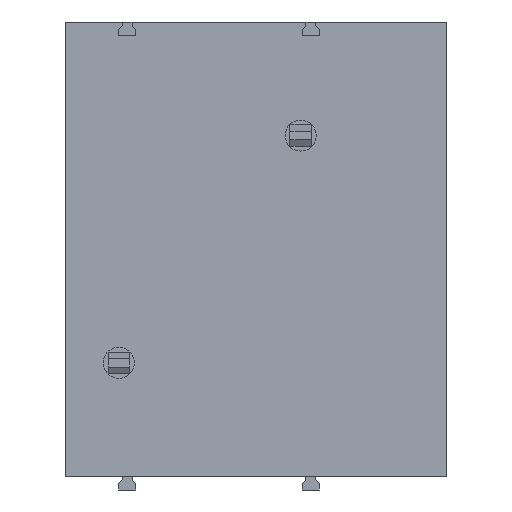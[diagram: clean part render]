
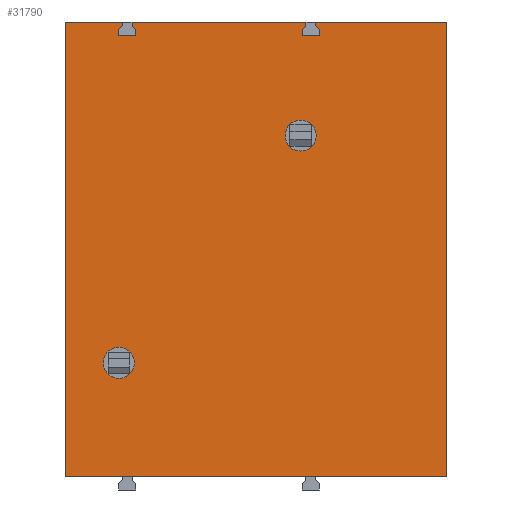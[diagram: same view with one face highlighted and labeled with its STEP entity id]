
A CAD part, front view. The second image highlights one B-rep face of the part: STEP entity #31790.
In plain terms, the highlighted planar face has unit normal (0, -1, 0).
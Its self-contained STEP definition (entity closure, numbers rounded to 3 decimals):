
#7490=CARTESIAN_POINT('',(-98.848,53.067,-14.28));
#7500=VERTEX_POINT('',#7490);
#7990=CARTESIAN_POINT('',(-114.848,53.067,-14.28));
#8000=VERTEX_POINT('',#7990);
#8030=CARTESIAN_POINT('',(-161.845,53.067,-14.28));
#8040=DIRECTION('',(-1.,0.,0.));
#8050=VECTOR('',#8040,1.);
#8060=LINE('',#8030,#8050);
#8070=EDGE_CURVE('',#7500,#8000,#8060,.T.);
#23020=CARTESIAN_POINT('',(-114.848,53.067,4.76));
#23030=VERTEX_POINT('',#23020);
#23060=CARTESIAN_POINT('',(-114.848,53.067,5.));
#23070=DIRECTION('',(0.,0.,1.));
#23080=VECTOR('',#23070,1.);
#23090=LINE('',#23060,#23080);
#23100=EDGE_CURVE('',#8000,#23030,#23090,.T.);
#23270=CARTESIAN_POINT('',(-98.848,53.067,5.));
#23280=DIRECTION('',(0.,0.,-1.));
#23290=VECTOR('',#23280,1.);
#23300=LINE('',#23270,#23290);
#23310=CARTESIAN_POINT('',(-98.848,53.067,4.76));
#23320=VERTEX_POINT('',#23310);
#23330=EDGE_CURVE('',#23320,#7500,#23300,.T.);
#30130=CARTESIAN_POINT('',(-113.543,53.067,
-22.521));
#30140=DIRECTION('',(-0.,-1.,-0.));
#30150=DIRECTION('',(-1.,0.,0.));
#30160=AXIS2_PLACEMENT_3D('',#30130,#30140,#30150);
#30170=PLANE('',#30160);
#30180=ORIENTED_EDGE('',*,*,#23100,.F.);
#30190=CARTESIAN_POINT('',(-161.845,53.067,4.76));
#30200=DIRECTION('',(1.,0.,0.));
#30210=VECTOR('',#30200,1.);
#30220=LINE('',#30190,#30210);
#30230=CARTESIAN_POINT('',(-112.455,53.067,4.76));
#30240=VERTEX_POINT('',#30230);
#30250=EDGE_CURVE('',#23030,#30240,#30220,.T.);
#30260=ORIENTED_EDGE('',*,*,#30250,.F.);
#30270=CARTESIAN_POINT('',(-112.455,53.067,5.));
#30280=DIRECTION('',(0.,0.,-1.));
#30290=VECTOR('',#30280,1.);
#30300=LINE('',#30270,#30290);
#30310=CARTESIAN_POINT('',(-112.455,53.067,
4.631));
#30320=VERTEX_POINT('',#30310);
#30330=EDGE_CURVE('',#30240,#30320,#30300,.T.);
#30340=ORIENTED_EDGE('',*,*,#30330,.F.);
#30350=CARTESIAN_POINT('',(-112.145,53.067,5.));
#30360=DIRECTION('',(-0.644,0.,-0.765));
#30370=VECTOR('',#30360,1.);
#30380=LINE('',#30350,#30370);
#30390=CARTESIAN_POINT('',(-112.605,53.067,
4.453));
#30400=VERTEX_POINT('',#30390);
#30410=EDGE_CURVE('',#30320,#30400,#30380,.T.);
#30420=ORIENTED_EDGE('',*,*,#30410,.F.);
#30430=CARTESIAN_POINT('',(-112.605,53.067,5.));
#30440=DIRECTION('',(0.,0.,-1.));
#30450=VECTOR('',#30440,1.);
#30460=LINE('',#30430,#30450);
#30470=CARTESIAN_POINT('',(-112.605,53.067,
4.19));
#30480=VERTEX_POINT('',#30470);
#30490=EDGE_CURVE('',#30400,#30480,#30460,.T.);
#30500=ORIENTED_EDGE('',*,*,#30490,.F.);
#30510=CARTESIAN_POINT('',(-161.845,53.067,
4.19));
#30520=DIRECTION('',(1.,0.,0.));
#30530=VECTOR('',#30520,1.);
#30540=LINE('',#30510,#30530);
#30550=CARTESIAN_POINT('',(-111.892,53.067,
4.19));
#30560=VERTEX_POINT('',#30550);
#30570=EDGE_CURVE('',#30480,#30560,#30540,.T.);
#30580=ORIENTED_EDGE('',*,*,#30570,.F.);
#30590=CARTESIAN_POINT('',(-111.892,53.067,5.));
#30600=DIRECTION('',(0.,0.,1.));
#30610=VECTOR('',#30600,1.);
#30620=LINE('',#30590,#30610);
#30630=CARTESIAN_POINT('',(-111.892,53.067,
4.453));
#30640=VERTEX_POINT('',#30630);
#30650=EDGE_CURVE('',#30560,#30640,#30620,.T.);
#30660=ORIENTED_EDGE('',*,*,#30650,.F.);
#30670=CARTESIAN_POINT('',(-112.352,53.067,5.));
#30680=DIRECTION('',(-0.644,0.,0.765));
#30690=VECTOR('',#30680,1.);
#30700=LINE('',#30670,#30690);
#30710=CARTESIAN_POINT('',(-112.041,53.067,
4.631));
#30720=VERTEX_POINT('',#30710);
#30730=EDGE_CURVE('',#30640,#30720,#30700,.T.);
#30740=ORIENTED_EDGE('',*,*,#30730,.F.);
#30750=CARTESIAN_POINT('',(-112.041,53.067,5.));
#30760=DIRECTION('',(0.,0.,1.));
#30770=VECTOR('',#30760,1.);
#30780=LINE('',#30750,#30770);
#30790=CARTESIAN_POINT('',(-112.041,53.067,4.76));
#30800=VERTEX_POINT('',#30790);
#30810=EDGE_CURVE('',#30720,#30800,#30780,.T.);
#30820=ORIENTED_EDGE('',*,*,#30810,.F.);
#30830=CARTESIAN_POINT('',(-104.755,53.067,4.76));
#30840=VERTEX_POINT('',#30830);
#30850=EDGE_CURVE('',#30800,#30840,#30220,.T.);
#30860=ORIENTED_EDGE('',*,*,#30850,.F.);
#30870=CARTESIAN_POINT('',(-104.755,53.067,5.));
#30880=DIRECTION('',(0.,0.,-1.));
#30890=VECTOR('',#30880,1.);
#30900=LINE('',#30870,#30890);
#30910=CARTESIAN_POINT('',(-104.755,53.067,
4.631));
#30920=VERTEX_POINT('',#30910);
#30930=EDGE_CURVE('',#30840,#30920,#30900,.T.);
#30940=ORIENTED_EDGE('',*,*,#30930,.F.);
#30950=CARTESIAN_POINT('',(-104.445,53.067,5.));
#30960=DIRECTION('',(-0.644,0.,-0.765));
#30970=VECTOR('',#30960,1.);
#30980=LINE('',#30950,#30970);
#30990=CARTESIAN_POINT('',(-104.905,53.067,
4.453));
#31000=VERTEX_POINT('',#30990);
#31010=EDGE_CURVE('',#30920,#31000,#30980,.T.);
#31020=ORIENTED_EDGE('',*,*,#31010,.F.);
#31030=CARTESIAN_POINT('',(-104.905,53.067,5.));
#31040=DIRECTION('',(0.,0.,-1.));
#31050=VECTOR('',#31040,1.);
#31060=LINE('',#31030,#31050);
#31070=CARTESIAN_POINT('',(-104.905,53.067,
4.19));
#31080=VERTEX_POINT('',#31070);
#31090=EDGE_CURVE('',#31000,#31080,#31060,.T.);
#31100=ORIENTED_EDGE('',*,*,#31090,.F.);
#31110=CARTESIAN_POINT('',(-161.845,53.067,
4.19));
#31120=DIRECTION('',(1.,0.,0.));
#31130=VECTOR('',#31120,1.);
#31140=LINE('',#31110,#31130);
#31150=CARTESIAN_POINT('',(-104.192,53.067,
4.19));
#31160=VERTEX_POINT('',#31150);
#31170=EDGE_CURVE('',#31080,#31160,#31140,.T.);
#31180=ORIENTED_EDGE('',*,*,#31170,.F.);
#31190=CARTESIAN_POINT('',(-104.192,53.067,5.));
#31200=DIRECTION('',(0.,0.,1.));
#31210=VECTOR('',#31200,1.);
#31220=LINE('',#31190,#31210);
#31230=CARTESIAN_POINT('',(-104.192,53.067,
4.453));
#31240=VERTEX_POINT('',#31230);
#31250=EDGE_CURVE('',#31160,#31240,#31220,.T.);
#31260=ORIENTED_EDGE('',*,*,#31250,.F.);
#31270=CARTESIAN_POINT('',(-104.652,53.067,5.));
#31280=DIRECTION('',(-0.644,0.,0.765));
#31290=VECTOR('',#31280,1.);
#31300=LINE('',#31270,#31290);
#31310=CARTESIAN_POINT('',(-104.341,53.067,
4.631));
#31320=VERTEX_POINT('',#31310);
#31330=EDGE_CURVE('',#31240,#31320,#31300,.T.);
#31340=ORIENTED_EDGE('',*,*,#31330,.F.);
#31350=CARTESIAN_POINT('',(-104.341,53.067,5.));
#31360=DIRECTION('',(0.,0.,1.));
#31370=VECTOR('',#31360,1.);
#31380=LINE('',#31350,#31370);
#31390=CARTESIAN_POINT('',(-104.341,53.067,4.76));
#31400=VERTEX_POINT('',#31390);
#31410=EDGE_CURVE('',#31320,#31400,#31380,.T.);
#31420=ORIENTED_EDGE('',*,*,#31410,.F.);
#31430=EDGE_CURVE('',#31400,#23320,#30220,.T.);
#31440=ORIENTED_EDGE('',*,*,#31430,.F.);
#31450=ORIENTED_EDGE('',*,*,#23330,.F.);
#31460=ORIENTED_EDGE('',*,*,#8070,.F.);
#31470=EDGE_LOOP('',(#31460,#31450,#31440,#31420,#31340,#31260,#31180,
#31100,#31020,#30940,#30860,#30820,#30740,#30660,#30580,#30500,#30420,
#30340,#30260,#30180));
#31480=FACE_OUTER_BOUND('',#31470,.T.);
#31490=CARTESIAN_POINT('',(-112.598,53.067,-9.52));
#31500=DIRECTION('',(0.,1.,0.));
#31510=DIRECTION('',(-1.,0.,0.));
#31520=AXIS2_PLACEMENT_3D('',#31490,#31500,#31510);
#31530=CIRCLE('',#31520,0.65);
#31540=CARTESIAN_POINT('',(-111.948,53.067,-9.52));
#31550=VERTEX_POINT('',#31540);
#31560=CARTESIAN_POINT('',(-113.248,53.067,-9.52));
#31570=VERTEX_POINT('',#31560);
#31580=EDGE_CURVE('',#31550,#31570,#31530,.T.);
#31590=ORIENTED_EDGE('',*,*,#31580,.T.);
#31600=EDGE_CURVE('',#31570,#31550,#31530,.T.);
#31610=ORIENTED_EDGE('',*,*,#31600,.T.);
#31620=EDGE_LOOP('',(#31610,#31590));
#31630=FACE_BOUND('',#31620,.T.);
#31640=CARTESIAN_POINT('',(-104.978,53.067,0.));
#31650=DIRECTION('',(0.,1.,0.));
#31660=DIRECTION('',(-1.,0.,0.));
#31670=AXIS2_PLACEMENT_3D('',#31640,#31650,#31660);
#31680=CIRCLE('',#31670,0.65);
#31690=CARTESIAN_POINT('',(-104.328,53.067,0.));
#31700=VERTEX_POINT('',#31690);
#31710=CARTESIAN_POINT('',(-105.628,53.067,
0.));
#31720=VERTEX_POINT('',#31710);
#31730=EDGE_CURVE('',#31700,#31720,#31680,.T.);
#31740=ORIENTED_EDGE('',*,*,#31730,.T.);
#31750=EDGE_CURVE('',#31720,#31700,#31680,.T.);
#31760=ORIENTED_EDGE('',*,*,#31750,.T.);
#31770=EDGE_LOOP('',(#31760,#31740));
#31780=FACE_BOUND('',#31770,.T.);
#31790=ADVANCED_FACE('',(#31480,#31630,#31780),#30170,.T.);
